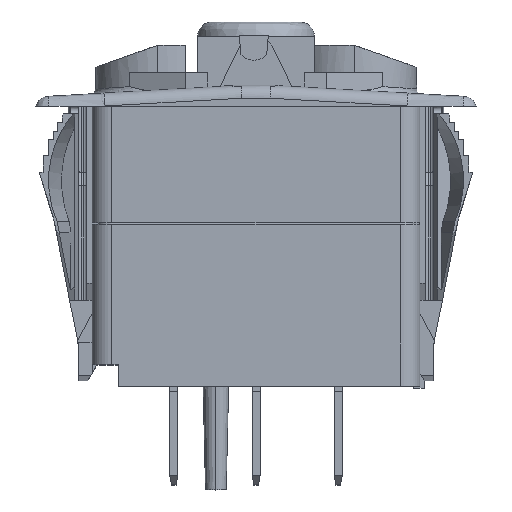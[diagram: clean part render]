
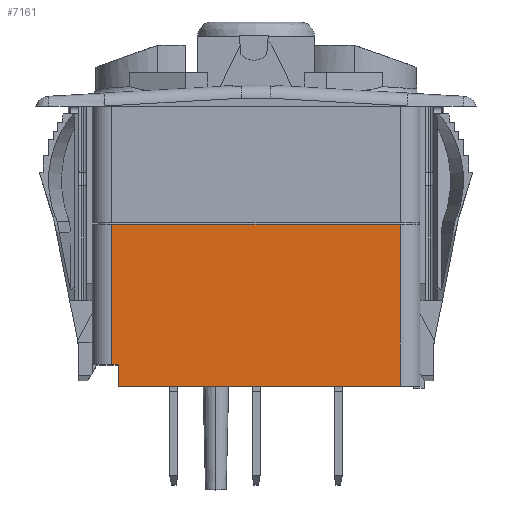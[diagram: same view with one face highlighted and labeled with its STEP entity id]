
A CAD part, top view. The second image highlights one B-rep face of the part: STEP entity #7161.
In plain terms, the highlighted planar face has unit normal (0, 0, 1).
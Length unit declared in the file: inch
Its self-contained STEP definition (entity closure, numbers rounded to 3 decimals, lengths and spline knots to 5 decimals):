
#1677 = VERTEX_POINT ( 'NONE', #20049 ) ;
#2264 = VERTEX_POINT ( 'NONE', #6559 ) ;
#3280 = EDGE_CURVE ( 'NONE', #2264, #25371, #40084, .T. ) ;
#3757 = EDGE_CURVE ( 'NONE', #25371, #1677, #24324, .T. ) ;
#4175 = FACE_OUTER_BOUND ( 'NONE', #33004, .T. ) ;
#4323 = DIRECTION ( 'NONE',  ( 0., -1., 0. ) ) ;
#4967 = CARTESIAN_POINT ( 'NONE',  ( -0.633, -0.625, 0.41 ) ) ;
#5189 = DIRECTION ( 'NONE',  ( -1., 0., 0. ) ) ;
#6559 = CARTESIAN_POINT ( 'NONE',  ( 0.558, 0., 0.41 ) ) ;
#6913 = DIRECTION ( 'NONE',  ( 1., 0., 0. ) ) ;
#7131 = DIRECTION ( 'NONE',  ( 0., 0., 1. ) ) ;
#7161 = ADVANCED_FACE ( 'NONE', ( #4175 ), #26366, .T. ) ;
#7361 = EDGE_CURVE ( 'NONE', #12505, #2264, #20731, .T. ) ;
#8204 = LINE ( 'NONE', #40635, #9169 ) ;
#8422 = DIRECTION ( 'NONE',  ( 0., -1., 0. ) ) ;
#9169 = VECTOR ( 'NONE', #27252, 39.37008 ) ;
#12505 = VERTEX_POINT ( 'NONE', #15930 ) ;
#13135 = VERTEX_POINT ( 'NONE', #41098 ) ;
#15930 = CARTESIAN_POINT ( 'NONE',  ( 0.558, -0.625, 0.41 ) ) ;
#16441 = VECTOR ( 'NONE', #24175, 39.37008 ) ;
#16453 = VECTOR ( 'NONE', #33517, 39.37008 ) ;
#16474 = VECTOR ( 'NONE', #8422, 39.37008 ) ;
#17110 = EDGE_CURVE ( 'NONE', #1677, #31043, #8204, .T. ) ;
#17255 = ORIENTED_EDGE ( 'NONE', *, *, #30601, .F. ) ;
#18235 = ORIENTED_EDGE ( 'NONE', *, *, #3280, .T. ) ;
#19709 = ORIENTED_EDGE ( 'NONE', *, *, #3757, .T. ) ;
#20049 = CARTESIAN_POINT ( 'NONE',  ( -0.558, -0.542, 0.41 ) ) ;
#20731 = LINE ( 'NONE', #33102, #16453 ) ;
#21033 = CARTESIAN_POINT ( 'NONE',  ( 0., 0., 0.41 ) ) ;
#23385 = LINE ( 'NONE', #25687, #37682 ) ;
#23399 = LINE ( 'NONE', #4967, #24995 ) ;
#24175 = DIRECTION ( 'NONE',  ( -1., 0., 0. ) ) ;
#24324 = LINE ( 'NONE', #37098, #16474 ) ;
#24409 = CARTESIAN_POINT ( 'NONE',  ( -0.558, 0., 0.41 ) ) ;
#24995 = VECTOR ( 'NONE', #5189, 39.37008 ) ;
#25371 = VERTEX_POINT ( 'NONE', #24409 ) ;
#25687 = CARTESIAN_POINT ( 'NONE',  ( -0.531, -0.625, 0.41 ) ) ;
#26366 = PLANE ( 'NONE',  #26445 ) ;
#26445 = AXIS2_PLACEMENT_3D ( 'NONE', #28906, #7131, #6913 ) ;
#26774 = ORIENTED_EDGE ( 'NONE', *, *, #7361, .T. ) ;
#27252 = DIRECTION ( 'NONE',  ( 1., 0., 0. ) ) ;
#28264 = EDGE_CURVE ( 'NONE', #31043, #13135, #23385, .T. ) ;
#28906 = CARTESIAN_POINT ( 'NONE',  ( 0., 0., 0.41 ) ) ;
#30601 = EDGE_CURVE ( 'NONE', #12505, #13135, #23399, .T. ) ;
#31043 = VERTEX_POINT ( 'NONE', #31443 ) ;
#31443 = CARTESIAN_POINT ( 'NONE',  ( -0.531, -0.542, 0.41 ) ) ;
#33004 = EDGE_LOOP ( 'NONE', ( #18235, #19709, #36051, #34651, #17255, #26774 ) ) ;
#33102 = CARTESIAN_POINT ( 'NONE',  ( 0.558, 0., 0.41 ) ) ;
#33517 = DIRECTION ( 'NONE',  ( 0., 1., 0. ) ) ;
#34651 = ORIENTED_EDGE ( 'NONE', *, *, #28264, .T. ) ;
#36051 = ORIENTED_EDGE ( 'NONE', *, *, #17110, .T. ) ;
#37098 = CARTESIAN_POINT ( 'NONE',  ( -0.558, 0., 0.41 ) ) ;
#37682 = VECTOR ( 'NONE', #4323, 39.37008 ) ;
#40084 = LINE ( 'NONE', #21033, #16441 ) ;
#40635 = CARTESIAN_POINT ( 'NONE',  ( 0., -0.542, 0.41 ) ) ;
#41098 = CARTESIAN_POINT ( 'NONE',  ( -0.531, -0.625, 0.41 ) ) ;
